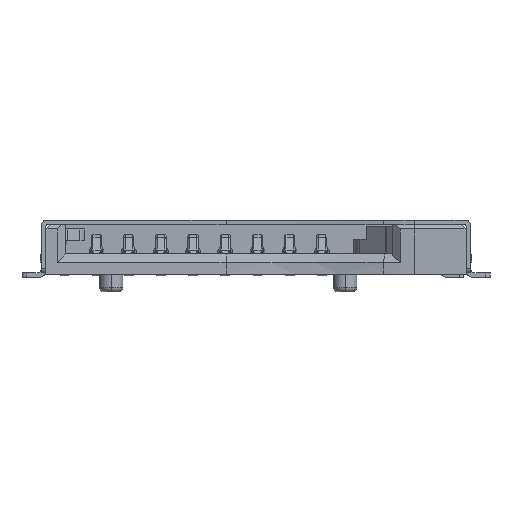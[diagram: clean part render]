
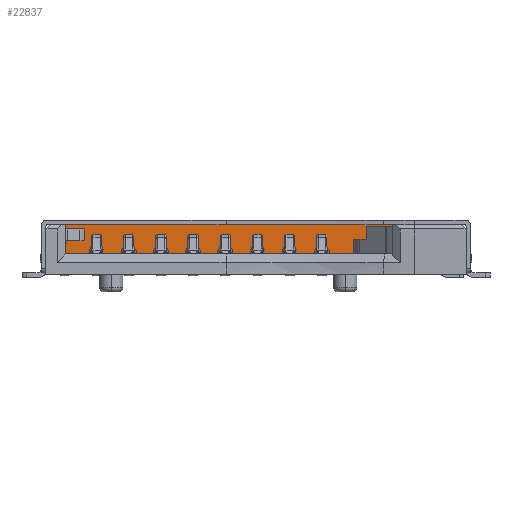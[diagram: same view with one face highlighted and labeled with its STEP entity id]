
A CAD part, front view. The second image highlights one B-rep face of the part: STEP entity #22837.
In plain terms, the highlighted planar face has unit normal (0, -1, 0).
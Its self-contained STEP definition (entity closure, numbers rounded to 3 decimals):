
#22128 = VERTEX_POINT('',#22129);
#22129 = CARTESIAN_POINT('',(5.28,3.904,
    0.7));
#22135 = EDGE_CURVE('',#22128,#22136,#22138,.T.);
#22136 = VERTEX_POINT('',#22137);
#22137 = CARTESIAN_POINT('',(3.8,3.904,
    0.7));
#22138 = LINE('',#22139,#22140);
#22139 = CARTESIAN_POINT('',(-0.95,3.904,
    0.7));
#22140 = VECTOR('',#22141,1.);
#22141 = DIRECTION('',(-1.,0.,0.));
#22160 = VERTEX_POINT('',#22161);
#22161 = CARTESIAN_POINT('',(3.4,3.904,
    0.7));
#22167 = EDGE_CURVE('',#22160,#22168,#22170,.T.);
#22168 = VERTEX_POINT('',#22169);
#22169 = CARTESIAN_POINT('',(-7.18,3.904,
    0.7));
#22170 = LINE('',#22171,#22172);
#22171 = CARTESIAN_POINT('',(-0.95,3.904,
    0.7));
#22172 = VECTOR('',#22173,1.);
#22173 = DIRECTION('',(-1.,0.,0.));
#22837 = ADVANCED_FACE('',(#22838),#22894,.T.);
#22838 = FACE_BOUND('',#22839,.T.);
#22839 = EDGE_LOOP('',(#22840,#22850,#22856,#22857,#22865,#22873,#22881,
    #22887,#22888));
#22840 = ORIENTED_EDGE('',*,*,#22841,.F.);
#22841 = EDGE_CURVE('',#22842,#22844,#22846,.T.);
#22842 = VERTEX_POINT('',#22843);
#22843 = CARTESIAN_POINT('',(3.8,3.904,
    1.2));
#22844 = VERTEX_POINT('',#22845);
#22845 = CARTESIAN_POINT('',(3.4,3.904,
    1.2));
#22846 = LINE('',#22847,#22848);
#22847 = CARTESIAN_POINT('',(-0.95,3.904,
    1.2));
#22848 = VECTOR('',#22849,1.);
#22849 = DIRECTION('',(-1.,0.,0.));
#22850 = ORIENTED_EDGE('',*,*,#22851,.T.);
#22851 = EDGE_CURVE('',#22842,#22136,#22852,.T.);
#22852 = LINE('',#22853,#22854);
#22853 = CARTESIAN_POINT('',(3.8,3.904,
    1.2));
#22854 = VECTOR('',#22855,1.);
#22855 = DIRECTION('',(0.,0.,-1.));
#22856 = ORIENTED_EDGE('',*,*,#22135,.F.);
#22857 = ORIENTED_EDGE('',*,*,#22858,.F.);
#22858 = EDGE_CURVE('',#22859,#22128,#22861,.T.);
#22859 = VERTEX_POINT('',#22860);
#22860 = CARTESIAN_POINT('',(5.28,3.904,
    1.7));
#22861 = LINE('',#22862,#22863);
#22862 = CARTESIAN_POINT('',(5.28,3.904,
    1.7));
#22863 = VECTOR('',#22864,1.);
#22864 = DIRECTION('',(0.,0.,-1.));
#22865 = ORIENTED_EDGE('',*,*,#22866,.T.);
#22866 = EDGE_CURVE('',#22859,#22867,#22869,.T.);
#22867 = VERTEX_POINT('',#22868);
#22868 = CARTESIAN_POINT('',(-7.03,3.904,
    1.7));
#22869 = LINE('',#22870,#22871);
#22870 = CARTESIAN_POINT('',(-0.95,3.904,
    1.7));
#22871 = VECTOR('',#22872,1.);
#22872 = DIRECTION('',(-1.,0.,0.));
#22873 = ORIENTED_EDGE('',*,*,#22874,.T.);
#22874 = EDGE_CURVE('',#22867,#22875,#22877,.T.);
#22875 = VERTEX_POINT('',#22876);
#22876 = CARTESIAN_POINT('',(-7.18,3.904,
    1.55));
#22877 = LINE('',#22878,#22879);
#22878 = CARTESIAN_POINT('',(-3.99,3.904,
    4.74));
#22879 = VECTOR('',#22880,1.);
#22880 = DIRECTION('',(-0.707,-0.,-0.707));
#22881 = ORIENTED_EDGE('',*,*,#22882,.T.);
#22882 = EDGE_CURVE('',#22875,#22168,#22883,.T.);
#22883 = LINE('',#22884,#22885);
#22884 = CARTESIAN_POINT('',(-7.18,3.904,
    1.7));
#22885 = VECTOR('',#22886,1.);
#22886 = DIRECTION('',(0.,0.,-1.));
#22887 = ORIENTED_EDGE('',*,*,#22167,.F.);
#22888 = ORIENTED_EDGE('',*,*,#22889,.F.);
#22889 = EDGE_CURVE('',#22844,#22160,#22890,.T.);
#22890 = LINE('',#22891,#22892);
#22891 = CARTESIAN_POINT('',(3.4,3.904,
    1.2));
#22892 = VECTOR('',#22893,1.);
#22893 = DIRECTION('',(0.,0.,-1.));
#22894 = PLANE('',#22895);
#22895 = AXIS2_PLACEMENT_3D('',#22896,#22897,#22898);
#22896 = CARTESIAN_POINT('',(-0.95,3.904,
    1.7));
#22897 = DIRECTION('',(0.,-1.,0.));
#22898 = DIRECTION('',(1.,0.,0.));
